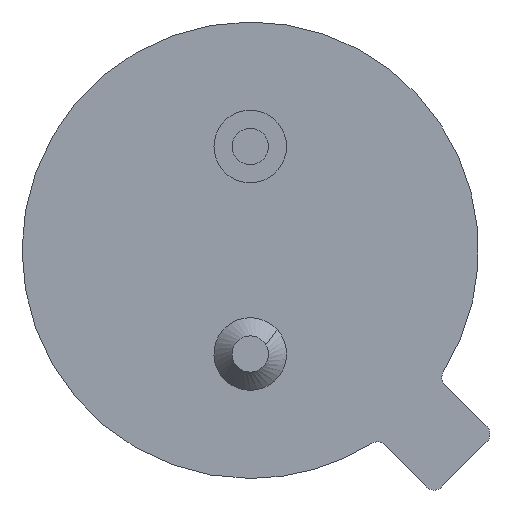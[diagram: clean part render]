
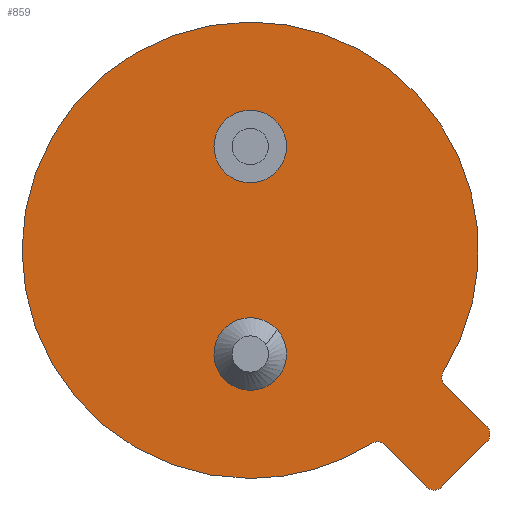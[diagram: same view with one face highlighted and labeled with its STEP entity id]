
A CAD part, front view. The second image highlights one B-rep face of the part: STEP entity #859.
In plain terms, the highlighted planar face has unit normal (0, -1, 0).
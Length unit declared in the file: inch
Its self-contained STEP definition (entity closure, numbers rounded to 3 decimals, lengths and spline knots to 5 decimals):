
#2 = DIRECTION ( 'NONE',  ( 0., 0., -1. ) ) ;
#12 = EDGE_CURVE ( 'NONE', #569, #486, #1036, .T. ) ;
#20 = CIRCLE ( 'NONE', #88, 0.0175 ) ;
#42 = ORIENTED_EDGE ( 'NONE', *, *, #95, .T. ) ;
#43 = DIRECTION ( 'NONE',  ( 0., -1., 0. ) ) ;
#45 = AXIS2_PLACEMENT_3D ( 'NONE', #1040, #924, #819 ) ;
#55 = CARTESIAN_POINT ( 'NONE',  ( 0., 0., 0. ) ) ;
#67 = LINE ( 'NONE', #1061, #1072 ) ;
#88 = AXIS2_PLACEMENT_3D ( 'NONE', #227, #117, #2 ) ;
#94 = CARTESIAN_POINT ( 'NONE',  ( 0.0648, 0., -0.09379 ) ) ;
#95 = EDGE_CURVE ( 'NONE', #226, #616, #971, .T. ) ;
#98 = EDGE_CURVE ( 'NONE', #616, #432, #610, .T. ) ;
#107 = CIRCLE ( 'NONE', #554, 0.005 ) ;
#109 = CARTESIAN_POINT ( 'NONE',  ( 0.09218, 0., -0.1141 ) ) ;
#117 = DIRECTION ( 'NONE',  ( 0., -1., 0. ) ) ;
#124 = AXIS2_PLACEMENT_3D ( 'NONE', #267, #43, #1031 ) ;
#130 = CARTESIAN_POINT ( 'NONE',  ( 0.1141, 0., -0.08511 ) ) ;
#154 = DIRECTION ( 'NONE',  ( 0., 0., -1. ) ) ;
#170 = AXIS2_PLACEMENT_3D ( 'NONE', #55, #717, #592 ) ;
#182 = DIRECTION ( 'NONE',  ( -0.707, 0., -0.707 ) ) ;
#191 = CIRCLE ( 'NONE', #1030, 0.005 ) ;
#197 = ORIENTED_EDGE ( 'NONE', *, *, #695, .T. ) ;
#203 = CARTESIAN_POINT ( 'NONE',  ( 0., 0., -0.11 ) ) ;
#226 = VERTEX_POINT ( 'NONE', #94 ) ;
#227 = CARTESIAN_POINT ( 'NONE',  ( 0., 0., 0.05 ) ) ;
#230 = AXIS2_PLACEMENT_3D ( 'NONE', #994, #886, #771 ) ;
#250 = EDGE_CURVE ( 'NONE', #333, #432, #401, .T. ) ;
#254 = EDGE_CURVE ( 'NONE', #329, #291, #67, .T. ) ;
#267 = CARTESIAN_POINT ( 'NONE',  ( 0., 0., 0. ) ) ;
#276 = DIRECTION ( 'NONE',  ( 0., -1., 0. ) ) ;
#280 = CIRCLE ( 'NONE', #230, 0.0175 ) ;
#291 = VERTEX_POINT ( 'NONE', #130 ) ;
#299 = CARTESIAN_POINT ( 'NONE',  ( 0.11764, 0., -0.08865 ) ) ;
#307 = CARTESIAN_POINT ( 'NONE',  ( 0., 0., 0.11 ) ) ;
#314 = CARTESIAN_POINT ( 'NONE',  ( 0.08865, 0., -0.11057 ) ) ;
#324 = ORIENTED_EDGE ( 'NONE', *, *, #250, .F. ) ;
#325 = CARTESIAN_POINT ( 'NONE',  ( 0.1141, 0., -0.09218 ) ) ;
#329 = VERTEX_POINT ( 'NONE', #1035 ) ;
#333 = VERTEX_POINT ( 'NONE', #325 ) ;
#344 = CARTESIAN_POINT ( 'NONE',  ( -0.01308, 0., -0.06162 ) ) ;
#350 = EDGE_CURVE ( 'NONE', #728, #445, #870, .T. ) ;
#357 = CIRCLE ( 'NONE', #170, 0.11 ) ;
#367 = CARTESIAN_POINT ( 'NONE',  ( 0.01308, 0., -0.03838 ) ) ;
#369 = ORIENTED_EDGE ( 'NONE', *, *, #350, .T. ) ;
#382 = CARTESIAN_POINT ( 'NONE',  ( 0., 0., -0.05 ) ) ;
#401 = LINE ( 'NONE', #299, #1018 ) ;
#432 = VERTEX_POINT ( 'NONE', #109 ) ;
#438 = CARTESIAN_POINT ( 'NONE',  ( 0., 0., 0.0325 ) ) ;
#445 = VERTEX_POINT ( 'NONE', #307 ) ;
#447 = AXIS2_PLACEMENT_3D ( 'NONE', #458, #955, #839 ) ;
#449 = AXIS2_PLACEMENT_3D ( 'NONE', #314, #633, #508 ) ;
#458 = CARTESIAN_POINT ( 'NONE',  ( 0.06126, 0., -0.09732 ) ) ;
#475 = DIRECTION ( 'NONE',  ( 0., 0., -1. ) ) ;
#486 = VERTEX_POINT ( 'NONE', #1069 ) ;
#495 = AXIS2_PLACEMENT_3D ( 'NONE', #382, #276, #154 ) ;
#497 = DIRECTION ( 'NONE',  ( 0., 0., -1. ) ) ;
#498 = VECTOR ( 'NONE', #744, 39.37008 ) ;
#499 = VERTEX_POINT ( 'NONE', #501 ) ;
#501 = CARTESIAN_POINT ( 'NONE',  ( 0., 0., 0.0675 ) ) ;
#504 = EDGE_CURVE ( 'NONE', #445, #569, #357, .T. ) ;
#507 = AXIS2_PLACEMENT_3D ( 'NONE', #959, #843, #734 ) ;
#508 = DIRECTION ( 'NONE',  ( 0., 0., -1. ) ) ;
#517 = EDGE_CURVE ( 'NONE', #499, #691, #20, .T. ) ;
#518 = EDGE_CURVE ( 'NONE', #691, #499, #280, .T. ) ;
#520 = FACE_BOUND ( 'NONE', #998, .T. ) ;
#522 = CARTESIAN_POINT ( 'NONE',  ( 0.09309, 0., -0.0586 ) ) ;
#527 = CIRCLE ( 'NONE', #45, 0.0175 ) ;
#554 = AXIS2_PLACEMENT_3D ( 'NONE', #1047, #589, #475 ) ;
#569 = VERTEX_POINT ( 'NONE', #203 ) ;
#573 = ORIENTED_EDGE ( 'NONE', *, *, #867, .T. ) ;
#576 = ORIENTED_EDGE ( 'NONE', *, *, #1024, .T. ) ;
#579 = FACE_OUTER_BOUND ( 'NONE', #724, .T. ) ;
#589 = DIRECTION ( 'NONE',  ( 0., 1., 0. ) ) ;
#592 = DIRECTION ( 'NONE',  ( 0., 0., -1. ) ) ;
#610 = CIRCLE ( 'NONE', #449, 0.005 ) ;
#616 = VERTEX_POINT ( 'NONE', #861 ) ;
#623 = DIRECTION ( 'NONE',  ( 0., -1., 0. ) ) ;
#631 = ORIENTED_EDGE ( 'NONE', *, *, #518, .F. ) ;
#633 = DIRECTION ( 'NONE',  ( 0., -1., 0. ) ) ;
#642 = FACE_BOUND ( 'NONE', #987, .T. ) ;
#691 = VERTEX_POINT ( 'NONE', #438 ) ;
#695 = EDGE_CURVE ( 'NONE', #333, #291, #191, .T. ) ;
#703 = AXIS2_PLACEMENT_3D ( 'NONE', #735, #623, #497 ) ;
#707 = ORIENTED_EDGE ( 'NONE', *, *, #504, .T. ) ;
#711 = CIRCLE ( 'NONE', #447, 0.005 ) ;
#717 = DIRECTION ( 'NONE',  ( 0., -1., 0. ) ) ;
#724 = EDGE_LOOP ( 'NONE', ( #42, #909, #324, #197, #902, #573, #369, #707, #890, #576 ) ) ;
#728 = VERTEX_POINT ( 'NONE', #522 ) ;
#734 = DIRECTION ( 'NONE',  ( 0., 0., -1. ) ) ;
#735 = CARTESIAN_POINT ( 'NONE',  ( 0.11, 0., 0. ) ) ;
#744 = DIRECTION ( 'NONE',  ( 0.707, 0., -0.707 ) ) ;
#754 = ORIENTED_EDGE ( 'NONE', *, *, #1029, .F. ) ;
#771 = DIRECTION ( 'NONE',  ( 0., 0., -1. ) ) ;
#773 = EDGE_CURVE ( 'NONE', #1021, #896, #527, .T. ) ;
#819 = DIRECTION ( 'NONE',  ( 0., 0., -1. ) ) ;
#839 = DIRECTION ( 'NONE',  ( 0., 0., -1. ) ) ;
#843 = DIRECTION ( 'NONE',  ( 0., -1., 0. ) ) ;
#846 = PLANE ( 'NONE',  #703 ) ;
#857 = CARTESIAN_POINT ( 'NONE',  ( 0.06192, 0., -0.09091 ) ) ;
#859 = ADVANCED_FACE ( 'NONE', ( #520, #579, #642 ), #846, .T. ) ;
#861 = CARTESIAN_POINT ( 'NONE',  ( 0.08511, 0., -0.1141 ) ) ;
#862 = ORIENTED_EDGE ( 'NONE', *, *, #773, .F. ) ;
#867 = EDGE_CURVE ( 'NONE', #329, #728, #107, .T. ) ;
#870 = CIRCLE ( 'NONE', #507, 0.11 ) ;
#886 = DIRECTION ( 'NONE',  ( 0., -1., 0. ) ) ;
#890 = ORIENTED_EDGE ( 'NONE', *, *, #12, .T. ) ;
#896 = VERTEX_POINT ( 'NONE', #367 ) ;
#902 = ORIENTED_EDGE ( 'NONE', *, *, #254, .F. ) ;
#909 = ORIENTED_EDGE ( 'NONE', *, *, #98, .T. ) ;
#913 = ORIENTED_EDGE ( 'NONE', *, *, #517, .F. ) ;
#924 = DIRECTION ( 'NONE',  ( 0., -1., 0. ) ) ;
#949 = DIRECTION ( 'NONE',  ( 0.707, 0., -0.707 ) ) ;
#955 = DIRECTION ( 'NONE',  ( 0., 1., 0. ) ) ;
#959 = CARTESIAN_POINT ( 'NONE',  ( 0., 0., 0. ) ) ;
#971 = LINE ( 'NONE', #857, #498 ) ;
#979 = DIRECTION ( 'NONE',  ( 0., 0., -1. ) ) ;
#987 = EDGE_LOOP ( 'NONE', ( #913, #631 ) ) ;
#994 = CARTESIAN_POINT ( 'NONE',  ( 0., 0., 0.05 ) ) ;
#998 = EDGE_LOOP ( 'NONE', ( #754, #862 ) ) ;
#1003 = CARTESIAN_POINT ( 'NONE',  ( 0.11057, 0., -0.08865 ) ) ;
#1018 = VECTOR ( 'NONE', #182, 39.37008 ) ;
#1021 = VERTEX_POINT ( 'NONE', #344 ) ;
#1024 = EDGE_CURVE ( 'NONE', #486, #226, #711, .T. ) ;
#1029 = EDGE_CURVE ( 'NONE', #896, #1021, #1046, .T. ) ;
#1030 = AXIS2_PLACEMENT_3D ( 'NONE', #1003, #1086, #979 ) ;
#1031 = DIRECTION ( 'NONE',  ( 0., 0., -1. ) ) ;
#1035 = CARTESIAN_POINT ( 'NONE',  ( 0.09379, 0., -0.0648 ) ) ;
#1036 = CIRCLE ( 'NONE', #124, 0.11 ) ;
#1040 = CARTESIAN_POINT ( 'NONE',  ( 0., 0., -0.05 ) ) ;
#1046 = CIRCLE ( 'NONE', #495, 0.0175 ) ;
#1047 = CARTESIAN_POINT ( 'NONE',  ( 0.09732, 0., -0.06126 ) ) ;
#1061 = CARTESIAN_POINT ( 'NONE',  ( 0.09091, 0., -0.06192 ) ) ;
#1069 = CARTESIAN_POINT ( 'NONE',  ( 0.0586, 0., -0.09309 ) ) ;
#1072 = VECTOR ( 'NONE', #949, 39.37008 ) ;
#1086 = DIRECTION ( 'NONE',  ( 0., -1., 0. ) ) ;
